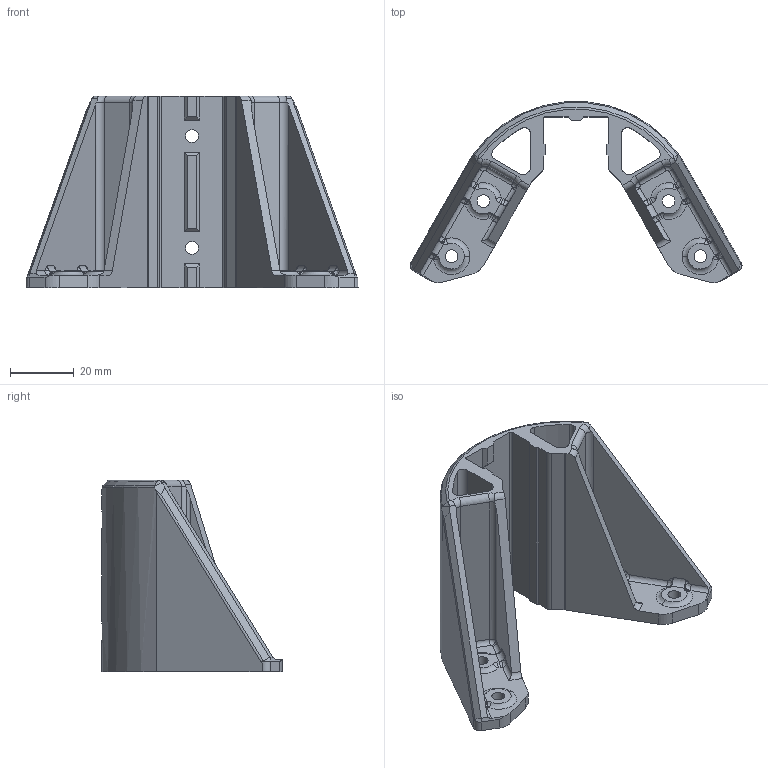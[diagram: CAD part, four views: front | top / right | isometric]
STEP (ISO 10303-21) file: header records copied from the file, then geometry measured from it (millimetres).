
FILE_DESCRIPTION (( 'STEP AP214' ), '1' );
FILE_NAME ('Escuadron simple.STEP', '2018-12-09T12:55:26', ( '' ), ( '' ), 'SwSTEP 2.0', 'SolidWorks 2018', '' );
FILE_SCHEMA (( 'AUTOMOTIVE_DESIGN' ));
Length unit declared in the file: millimetre
Products named in the file (1): Escuadron simple
Bounding box: 103.87 x 56.59 x 60 mm (x, y, z)
Volume: 51348.3 mm3; surface area: 27155.3 mm2
Topology: 1 solids, 1 shells, 250 faces, 687 edges, 420 vertices
Faces by surface type: cylinder 81, plane 74, bspline 62, torus 32, cone 1
Entity records: 10742 total; most frequent: CARTESIAN_POINT 4792, ORIENTED_EDGE 1330, DIRECTION 1150, EDGE_CURVE 665, AXIS2_PLACEMENT_3D 444, VERTEX_POINT 420, EDGE_LOOP 269, VECTOR 262
